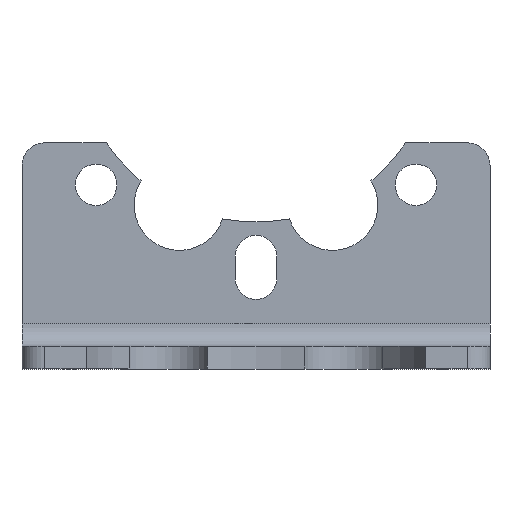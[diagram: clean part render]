
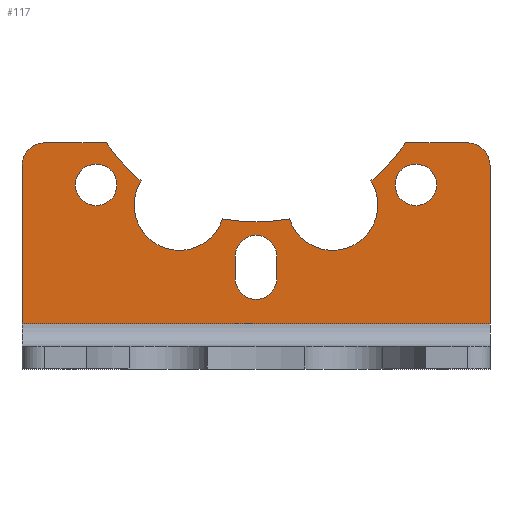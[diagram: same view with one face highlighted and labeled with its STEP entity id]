
A CAD part, top view. The second image highlights one B-rep face of the part: STEP entity #117.
In plain terms, the highlighted planar face has unit normal (0, 0, 1).
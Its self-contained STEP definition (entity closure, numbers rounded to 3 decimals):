
#117 = ADVANCED_FACE( '', ( #243, #244, #245, #246 ), #247, .F. );
#243 = FACE_BOUND( '', #372, .T. );
#244 = FACE_BOUND( '', #373, .T. );
#245 = FACE_BOUND( '', #374, .T. );
#246 = FACE_OUTER_BOUND( '', #375, .T. );
#247 = PLANE( '', #376 );
#372 = EDGE_LOOP( '', ( #655 ) );
#373 = EDGE_LOOP( '', ( #656, #657, #658, #659 ) );
#374 = EDGE_LOOP( '', ( #660 ) );
#375 = EDGE_LOOP( '', ( #661, #662, #663, #664, #665, #666, #667, #668, #669, #670, #671, #672 ) );
#376 = AXIS2_PLACEMENT_3D( '', #673, #674, #675 );
#655 = ORIENTED_EDGE( '', *, *, #845, .T. );
#656 = ORIENTED_EDGE( '', *, *, #846, .T. );
#657 = ORIENTED_EDGE( '', *, *, #794, .T. );
#658 = ORIENTED_EDGE( '', *, *, #810, .T. );
#659 = ORIENTED_EDGE( '', *, *, #749, .T. );
#660 = ORIENTED_EDGE( '', *, *, #843, .T. );
#661 = ORIENTED_EDGE( '', *, *, #786, .F. );
#662 = ORIENTED_EDGE( '', *, *, #836, .F. );
#663 = ORIENTED_EDGE( '', *, *, #805, .F. );
#664 = ORIENTED_EDGE( '', *, *, #737, .F. );
#665 = ORIENTED_EDGE( '', *, *, #769, .T. );
#666 = ORIENTED_EDGE( '', *, *, #779, .T. );
#667 = ORIENTED_EDGE( '', *, *, #754, .T. );
#668 = ORIENTED_EDGE( '', *, *, #731, .T. );
#669 = ORIENTED_EDGE( '', *, *, #827, .T. );
#670 = ORIENTED_EDGE( '', *, *, #726, .T. );
#671 = ORIENTED_EDGE( '', *, *, #847, .T. );
#672 = ORIENTED_EDGE( '', *, *, #742, .F. );
#673 = CARTESIAN_POINT( '', ( 40., 30., 3. ) );
#674 = DIRECTION( '', ( 0., 0., -1. ) );
#675 = DIRECTION( '', ( -1., 0., 0. ) );
#726 = EDGE_CURVE( '', #855, #856, #857, .T. );
#731 = EDGE_CURVE( '', #864, #865, #866, .T. );
#737 = EDGE_CURVE( '', #873, #876, #877, .T. );
#742 = EDGE_CURVE( '', #882, #885, #886, .T. );
#749 = EDGE_CURVE( '', #896, #897, #898, .T. );
#754 = EDGE_CURVE( '', #905, #864, #906, .T. );
#769 = EDGE_CURVE( '', #873, #929, #932, .T. );
#779 = EDGE_CURVE( '', #929, #905, #946, .T. );
#786 = EDGE_CURVE( '', #955, #882, #957, .T. );
#794 = EDGE_CURVE( '', #969, #970, #971, .T. );
#805 = EDGE_CURVE( '', #876, #979, #990, .T. );
#810 = EDGE_CURVE( '', #970, #896, #995, .T. );
#827 = EDGE_CURVE( '', #865, #855, #1017, .T. );
#836 = EDGE_CURVE( '', #979, #955, #1027, .T. );
#843 = EDGE_CURVE( '', #1036, #1036, #1037, .T. );
#845 = EDGE_CURVE( '', #1039, #1039, #1040, .T. );
#846 = EDGE_CURVE( '', #897, #969, #1041, .T. );
#847 = EDGE_CURVE( '', #856, #885, #1042, .T. );
#855 = VERTEX_POINT( '', #1050 );
#856 = VERTEX_POINT( '', #1051 );
#857 = CIRCLE( '', #1052, 24. );
#864 = VERTEX_POINT( '', #1061 );
#865 = VERTEX_POINT( '', #1062 );
#866 = CIRCLE( '', #1063, 24. );
#873 = VERTEX_POINT( '', #1072 );
#876 = VERTEX_POINT( '', #1076 );
#877 = CIRCLE( '', #1077, 3. );
#882 = VERTEX_POINT( '', #1083 );
#885 = VERTEX_POINT( '', #1087 );
#886 = CIRCLE( '', #1088, 3. );
#896 = VERTEX_POINT( '', #1099 );
#897 = VERTEX_POINT( '', #1100 );
#898 = CIRCLE( '', #1101, 2.75 );
#905 = VERTEX_POINT( '', #1110 );
#906 = CIRCLE( '', #1111, 6. );
#929 = VERTEX_POINT( '', #1139 );
#932 = LINE( '', #1143, #1144 );
#946 = CIRCLE( '', #1162, 24. );
#955 = VERTEX_POINT( '', #1173 );
#957 = LINE( '', #1175, #1176 );
#969 = VERTEX_POINT( '', #1191 );
#970 = VERTEX_POINT( '', #1192 );
#971 = CIRCLE( '', #1193, 2.75 );
#979 = VERTEX_POINT( '', #1203 );
#990 = LINE( '', #1218, #1219 );
#995 = LINE( '', #1224, #1225 );
#1017 = CIRCLE( '', #1251, 6. );
#1027 = LINE( '', #1264, #1265 );
#1036 = VERTEX_POINT( '', #1276 );
#1037 = CIRCLE( '', #1277, 2.75 );
#1039 = VERTEX_POINT( '', #1279 );
#1040 = CIRCLE( '', #1280, 2.75 );
#1041 = LINE( '', #1281, #1282 );
#1042 = LINE( '', #1283, #1284 );
#1050 = CARTESIAN_POINT( '', ( -15.221, 24.944, 3. ) );
#1051 = CARTESIAN_POINT( '', ( -19.843, 30., 3. ) );
#1052 = AXIS2_PLACEMENT_3D( '', #1292, #1293, #1294 );
#1061 = CARTESIAN_POINT( '', ( 4.431, 19.913, 3. ) );
#1062 = CARTESIAN_POINT( '', ( -4.431, 19.913, 3. ) );
#1063 = AXIS2_PLACEMENT_3D( '', #1300, #1301, #1302 );
#1072 = CARTESIAN_POINT( '', ( 28., 30., 3. ) );
#1076 = CARTESIAN_POINT( '', ( 31., 27., 3. ) );
#1077 = AXIS2_PLACEMENT_3D( '', #1309, #1310, #1311 );
#1083 = CARTESIAN_POINT( '', ( -31., 27., 3. ) );
#1087 = CARTESIAN_POINT( '', ( -28., 30., 3. ) );
#1088 = AXIS2_PLACEMENT_3D( '', #1317, #1318, #1319 );
#1099 = CARTESIAN_POINT( '', ( 2.75, 12., 3. ) );
#1100 = CARTESIAN_POINT( '', ( -2.75, 12., 3. ) );
#1101 = AXIS2_PLACEMENT_3D( '', #1330, #1331, #1332 );
#1110 = CARTESIAN_POINT( '', ( 15.221, 24.944, 3. ) );
#1111 = AXIS2_PLACEMENT_3D( '', #1338, #1339, #1340 );
#1139 = CARTESIAN_POINT( '', ( 19.843, 30., 3. ) );
#1143 = CARTESIAN_POINT( '', ( 40., 30., 3. ) );
#1144 = VECTOR( '', #1362, 1000. );
#1162 = AXIS2_PLACEMENT_3D( '', #1373, #1374, #1375 );
#1173 = CARTESIAN_POINT( '', ( -31., 6., 3. ) );
#1175 = CARTESIAN_POINT( '', ( -31., 27., 3. ) );
#1176 = VECTOR( '', #1387, 1000. );
#1191 = CARTESIAN_POINT( '', ( -2.75, 15., 3. ) );
#1192 = CARTESIAN_POINT( '', ( 2.75, 15., 3. ) );
#1193 = AXIS2_PLACEMENT_3D( '', #1397, #1398, #1399 );
#1203 = CARTESIAN_POINT( '', ( 31., 6., 3. ) );
#1218 = CARTESIAN_POINT( '', ( 31., 0., 3. ) );
#1219 = VECTOR( '', #1415, 1000. );
#1224 = CARTESIAN_POINT( '', ( 2.75, 12., 3. ) );
#1225 = VECTOR( '', #1422, 1000. );
#1251 = AXIS2_PLACEMENT_3D( '', #1448, #1449, #1450 );
#1264 = CARTESIAN_POINT( '', ( 40., 6., 3. ) );
#1265 = VECTOR( '', #1460, 1000. );
#1276 = CARTESIAN_POINT( '', ( -23.93, 24.43, 3. ) );
#1277 = AXIS2_PLACEMENT_3D( '', #1469, #1470, #1471 );
#1279 = CARTESIAN_POINT( '', ( 18.43, 24.43, 3. ) );
#1280 = AXIS2_PLACEMENT_3D( '', #1472, #1473, #1474 );
#1281 = CARTESIAN_POINT( '', ( -2.75, 15., 3. ) );
#1282 = VECTOR( '', #1475, 1000. );
#1283 = CARTESIAN_POINT( '', ( 40., 30., 3. ) );
#1284 = VECTOR( '', #1476, 1000. );
#1292 = CARTESIAN_POINT( '', ( 0., 43.5, 3. ) );
#1293 = DIRECTION( '', ( 0., 0., -1. ) );
#1294 = DIRECTION( '', ( -1., 0., 0. ) );
#1300 = CARTESIAN_POINT( '', ( 0., 43.5, 3. ) );
#1301 = DIRECTION( '', ( 0., 0., -1. ) );
#1302 = DIRECTION( '', ( -1., 0., 0. ) );
#1309 = CARTESIAN_POINT( '', ( 28., 27., 3. ) );
#1310 = DIRECTION( '', ( 0., 0., -1. ) );
#1311 = DIRECTION( '', ( -1., 0., 0. ) );
#1317 = CARTESIAN_POINT( '', ( -28., 27., 3. ) );
#1318 = DIRECTION( '', ( 0., 0., -1. ) );
#1319 = DIRECTION( '', ( -1., 0., 0. ) );
#1330 = CARTESIAN_POINT( '', ( 0., 12., 3. ) );
#1331 = DIRECTION( '', ( 0., 0., -1. ) );
#1332 = DIRECTION( '', ( -1., 0., 0. ) );
#1338 = CARTESIAN_POINT( '', ( 10.143, 21.749, 3. ) );
#1339 = DIRECTION( '', ( 0., 0., -1. ) );
#1340 = DIRECTION( '', ( -1., 0., 0. ) );
#1362 = DIRECTION( '', ( -1., 0., 0. ) );
#1373 = CARTESIAN_POINT( '', ( 0., 43.5, 3. ) );
#1374 = DIRECTION( '', ( 0., 0., -1. ) );
#1375 = DIRECTION( '', ( -1., 0., 0. ) );
#1387 = DIRECTION( '', ( 0., 1., 0. ) );
#1397 = CARTESIAN_POINT( '', ( 0., 15., 3. ) );
#1398 = DIRECTION( '', ( 0., 0., -1. ) );
#1399 = DIRECTION( '', ( -1., 0., 0. ) );
#1415 = DIRECTION( '', ( 0., -1., 0. ) );
#1422 = DIRECTION( '', ( 0., -1., 0. ) );
#1448 = CARTESIAN_POINT( '', ( -10.143, 21.749, 3. ) );
#1449 = DIRECTION( '', ( 0., 0., -1. ) );
#1450 = DIRECTION( '', ( -1., 0., 0. ) );
#1460 = DIRECTION( '', ( -1., 0., 0. ) );
#1469 = CARTESIAN_POINT( '', ( -21.18, 24.43, 3. ) );
#1470 = DIRECTION( '', ( 0., 0., -1. ) );
#1471 = DIRECTION( '', ( -1., 0., 0. ) );
#1472 = CARTESIAN_POINT( '', ( 21.18, 24.43, 3. ) );
#1473 = DIRECTION( '', ( 0., 0., -1. ) );
#1474 = DIRECTION( '', ( -1., 0., 0. ) );
#1475 = DIRECTION( '', ( 0., 1., 0. ) );
#1476 = DIRECTION( '', ( -1., 0., 0. ) );
